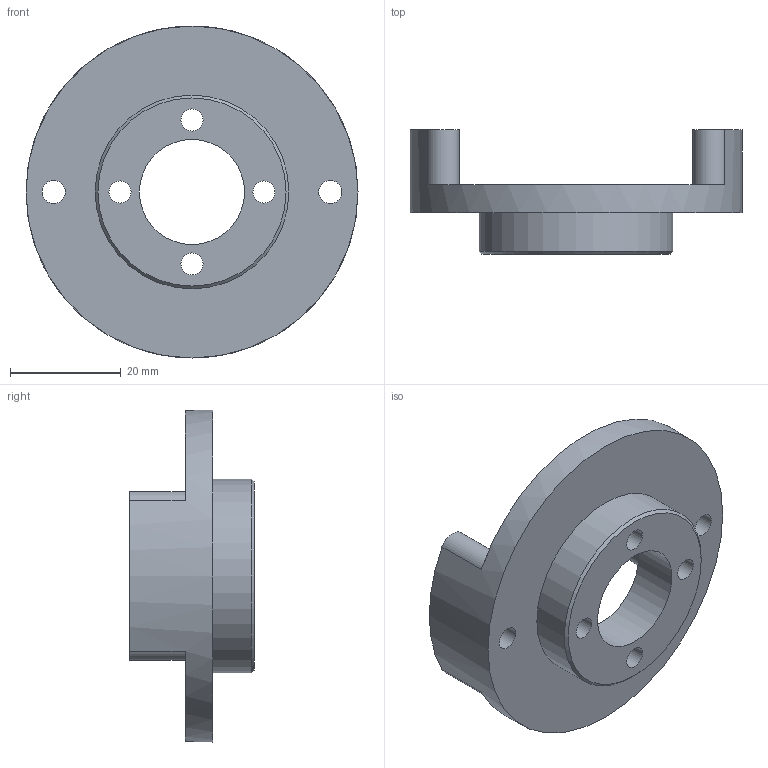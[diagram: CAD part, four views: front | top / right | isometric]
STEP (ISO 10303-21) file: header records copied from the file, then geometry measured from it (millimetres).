
FILE_DESCRIPTION(/* description */ (''),/* implementation_level */ '2;1');
FILE_NAME(/* name */ 'Rotor_lite.stp',/* time_stamp */ '2021-10-28T09:49:13+02:00',/* author */ ('Teo'),/* organization */ (''),/* preprocessor_version */ 'ST-DEVELOPER v18.1',/* originating_system */ 'Autodesk Inventor 2022',/* authorisation */ '');
FILE_SCHEMA (('AUTOMOTIVE_DESIGN { 1 0 10303 214 3 1 1 }'));
Length unit declared in the file: millimetre
Products named in the file (1): Rotor_lite
Bounding box: 60 x 22.5 x 60 mm (x, y, z)
Volume: 18935.1 mm3; surface area: 9762.3 mm2
Topology: 1 solids, 1 shells, 24 faces, 60 edges, 40 vertices
Faces by surface type: cylinder 14, plane 8, cone 2
Full cylindrical faces by diameter (mm): 4 x4, 4.2 x2, 19 x1, 34 x1, 35 x1, 60 x1
Entity records: 809 total; most frequent: DIRECTION 146, CARTESIAN_POINT 125, ORIENTED_EDGE 120, AXIS2_PLACEMENT_3D 61, EDGE_CURVE 60, EDGE_LOOP 40, VERTEX_POINT 40, CIRCLE 36
